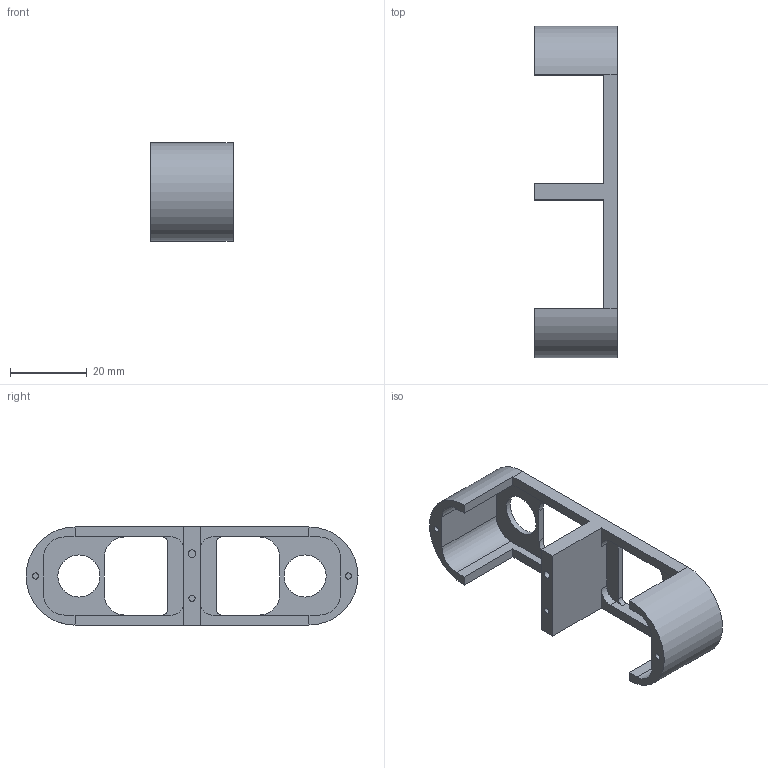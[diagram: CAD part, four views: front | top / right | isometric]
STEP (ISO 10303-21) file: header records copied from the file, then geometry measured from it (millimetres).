
FILE_DESCRIPTION(/* description */ (''),/* implementation_level */ '2;1');
FILE_NAME(/* name */ 'LegUpper_Main.step',/* time_stamp */ '2020-04-29T17:33:36+09:00',/* author */ (''),/* organization */ (''),/* preprocessor_version */ 'ST-DEVELOPER v18.1',/* originating_system */ 'Autodesk Translation Framework v9.2.0.1227',/* authorisation */ '');
FILE_SCHEMA (('AUTOMOTIVE_DESIGN { 1 0 10303 214 3 1 1 }'));
Length unit declared in the file: millimetre
Products named in the file (1): LegUpper_Main
Bounding box: 21.5 x 86.6 x 25.6 mm (x, y, z)
Volume: 8544.6 mm3; surface area: 8174.6 mm2
Topology: 1 solids, 1 shells, 61 faces, 165 edges, 109 vertices
Faces by surface type: plane 36, cylinder 25
Full cylindrical faces by diameter (mm): 1.6 x3, 2 x1, 11 x2
Entity records: 1984 total; most frequent: DIRECTION 342, CARTESIAN_POINT 336, ORIENTED_EDGE 330, EDGE_CURVE 165, AXIS2_PLACEMENT_3D 115, LINE 112, VECTOR 112, VERTEX_POINT 109
